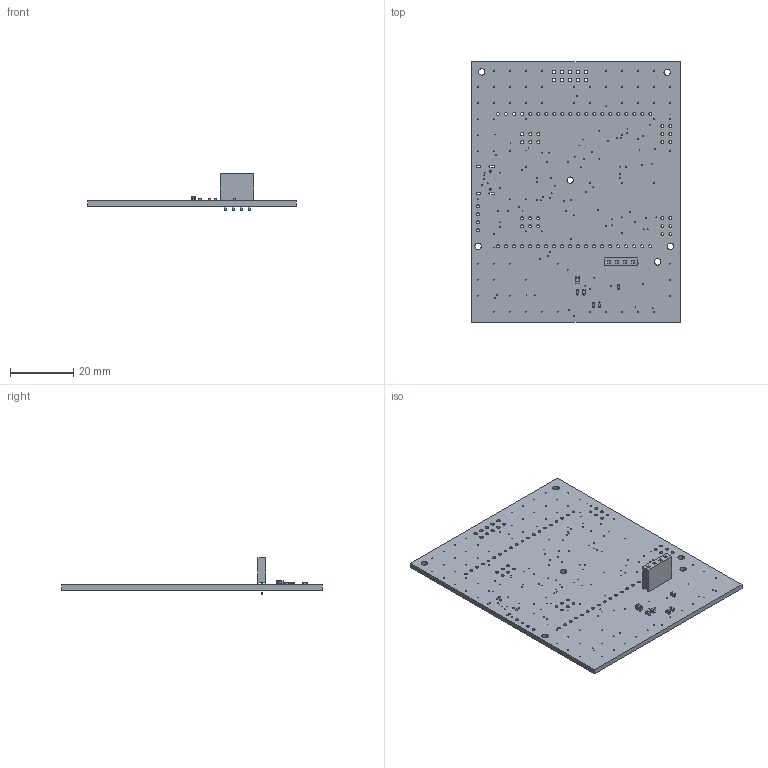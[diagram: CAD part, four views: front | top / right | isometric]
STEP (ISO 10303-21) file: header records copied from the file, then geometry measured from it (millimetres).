
FILE_DESCRIPTION(('Designed by EasyEDA Pro'),'2;1');
FILE_NAME('Open CASCADE Shape Model','2023-03-14T16:47:16',('Author'),( 'Open CASCADE'),'Open CASCADE STEP processor 7.6','Open CASCADE 7.6' ,'Unknown');
FILE_SCHEMA(('AUTOMOTIVE_DESIGN { 1 0 10303 214 1 1 1 1 }'));
Length unit declared in the file: millimetre
Products named in the file (17): PCBModel; COMPOUND; R32; R0603; SOLID; R33; C42; C0603; C40; C39; OLED; HDR-TH_4P-P2.54-V-F; C41; C0805
Assembly tree (19 placements, depth 4):
  PCBModel
    COMPOUND
    R32
      R0603
        SOLID
    R33
      R0603
        SOLID
    C42
      C0603
        SOLID
    C40
      C0603
        SOLID
    C39
      C0603
        SOLID
    OLED
      HDR-TH_4P-P2.54-V-F
        SOLID
    C41
      C0805
        SOLID
Bounding box: 66.14 x 82.65 x 11.7 mm (x, y, z)
Volume: 8816.6 mm3; surface area: 12348.3 mm2
Topology: 8 solids, 8 shells, 2676 faces, 7316 edges, 4784 vertices
Faces by surface type: plane 1374, bspline 758, cylinder 496, sphere 48
Full cylindrical faces by diameter (mm): 0.005 x1, 0.304 x76, 0.305 x97, 0.65 x2, 0.914 x68, 1.1 x14, 2.032 x6
Entity records: 69550 total; most frequent: CARTESIAN_POINT 18230, ORIENTED_EDGE 9070, DIRECTION 6663, EDGE_CURVE 4535, VERTEX_POINT 2986, LINE 2743, VECTOR 2743, FACE_BOUND 2305
